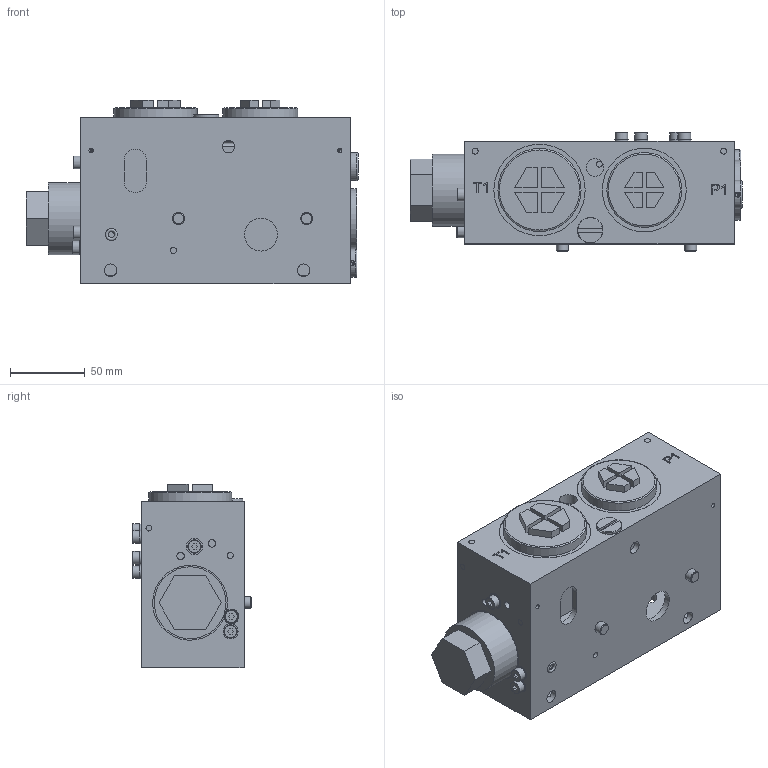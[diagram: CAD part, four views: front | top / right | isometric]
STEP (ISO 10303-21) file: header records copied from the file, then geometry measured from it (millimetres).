
FILE_DESCRIPTION(/* description */ ('Unknown'),/* implementation_level */ '2;1');
FILE_NAME(/* name */ 'AP-2210-537U_STEP',/* time_stamp */ '2022-01-06T10:25:43+01:00',/* author */ ('Unknown'),/* organization */ ('Unknown'),/* preprocessor_version */ 'ST-DEVELOPER v16.7',/* originating_system */ 'DEX',/* authorisation */ $);
FILE_SCHEMA (('AUTOMOTIVE_DESIGN {1 0 10303 214 3 1 1}'));
Length unit declared in the file: millimetre
Products named in the file (36): 1435577_EINGANGSPLATTE AP22 U + STD. FEDER_000209378; 1441869_EINGANGSPLATTE  AP22 U7s_000195496_oa_0; 1441841_Verschluss G1__000190940_oa_1; 1441844_KOLBEN MUV_000195498_oa_2; 1237794_Gewindestift DIN 913 M5x6 - 45 H_000139356_oa_3; 1441842_Feder_000190938_oa_4; 1441845_O-RING_000194658; 1441843_STOPFEN FEDERKAPPE_000195497_oa_5; 1441719_Ventilsitz_000190895_oa_6; 1243072_Ventilkegel_000191018_oa_7; 1243074_Überdruckventilfeder_000191019_oa_8; 1441595_DBV GEHAEUSE_000195466_oa_9; 1441594_Dichtung_000189054; 1441690_Stopfen DBV M15X1_000190931; 1441691_O-RING_000194657; Duese  AAA 2350_oa_10; Scheibe  AAB 2832; WU-1505-006_WU-1505-006_000168425_oa_11; 1441664_DUESE_000194736_oa_12; WU-1505-006_WU-1505-006_000168425_oa_13; 1432918_Verschluss-Stopfen für Einschraublöcher_000118734_oa_14; SK 550- 040 4,0; WU-1505-006_WU-1505-006_000168425_oa_15; SK 550- 040 4,0_oa_16; SK 550- 040 4,0_oa_17; SK 550- 040 4,0_oa_18; WU-1505-006_WU-1505-006_000168425_oa_19; WU-1505-006_WU-1505-006_000168425_oa_20; WU-1505-006_WU-1505-006_000168425_oa_21; WU-1505-006_WU-1505-006_000168425_oa_22; 1441689_KUNSTSTOFF SCHRAUBSTOPFEN_000195501_oa_23; 1441720_KUNSTSTOFF SCHRAUBSTOPFEN_000195468_oa_24; 1441707_O-RING_000194656; 1428617_ZYLINDERSTIFT_000195338_oa_25; 1428617_ZYLINDERSTIFT_000195338_oa_26; 1432918_Verschluss-Stopfen für Einschraublöcher_000118734_oa_27
Assembly tree (50 placements, depth 2):
  1435577_EINGANGSPLATTE AP22 U + STD. FEDER_000209378
    1441869_EINGANGSPLATTE  AP22 U7s_000195496_oa_0
    1441841_Verschluss G1__000190940_oa_1
    1441844_KOLBEN MUV_000195498_oa_2
    1237794_Gewindestift DIN 913 M5x6 - 45 H_000139356_oa_3
    1441842_Feder_000190938_oa_4
    1441845_O-RING_000194658
    1441843_STOPFEN FEDERKAPPE_000195497_oa_5
    1441719_Ventilsitz_000190895_oa_6
    1243072_Ventilkegel_000191018_oa_7
    1243074_Überdruckventilfeder_000191019_oa_8
    1441595_DBV GEHAEUSE_000195466_oa_9
    1441594_Dichtung_000189054
    1441690_Stopfen DBV M15X1_000190931
    1441691_O-RING_000194657
    Duese  AAA 2350_oa_10
    Scheibe  AAB 2832  x7
    WU-1505-006_WU-1505-006_000168425_oa_11
    1441664_DUESE_000194736_oa_12
    WU-1505-006_WU-1505-006_000168425_oa_13
    1432918_Verschluss-Stopfen für Einschraublöcher_000118734_oa_14
    SK 550- 040 4,0  x10
    WU-1505-006_WU-1505-006_000168425_oa_15
    SK 550- 040 4,0_oa_16
    SK 550- 040 4,0_oa_17
    SK 550- 040 4,0_oa_18
    WU-1505-006_WU-1505-006_000168425_oa_19
    WU-1505-006_WU-1505-006_000168425_oa_20
    WU-1505-006_WU-1505-006_000168425_oa_21
    WU-1505-006_WU-1505-006_000168425_oa_22
    1441689_KUNSTSTOFF SCHRAUBSTOPFEN_000195501_oa_23
    1441720_KUNSTSTOFF SCHRAUBSTOPFEN_000195468_oa_24
    1441707_O-RING_000194656
    1428617_ZYLINDERSTIFT_000195338_oa_25
    1428617_ZYLINDERSTIFT_000195338_oa_26
    1432918_Verschluss-Stopfen für Einschraublöcher_000118734_oa_27
Bounding box: 221.75 x 79.5 x 122.5 mm (x, y, z)
Volume: 433607.3 mm3; surface area: 193430.1 mm2
Topology: 44 solids, 44 shells, 649 faces, 1504 edges, 1000 vertices
Faces by surface type: plane 394, cylinder 183, cone 31, torus 30, bspline 11
Full cylindrical faces by diameter (mm): 3 x2, 3.36 x2, 4 x28, 4.134 x7, 4.917 x6, 5 x7, 5.7 x7, 6.2 x2, 7.8 x1, 8 x4, 8.376 x3, 8.5 x7, 9 x7, 10 x2, 10.95 x1, 11.2 x2, 11.445 x2, 11.835 x5, 11.9 x1, 13 x1, 13.157 x2, 13.917 x1, 14 x1, 15 x2, 15.1 x2, 17 x1, 19 x2, 22 x1, 25.5 x1, 26.5 x1
Entity records: 22658 total; most frequent: CARTESIAN_POINT 4721, DIRECTION 2711, ORIENTED_EDGE 2408, EDGE_CURVE 1204, AXIS2_PLACEMENT_3D 1018, FACE_BOUND 930, EDGE_LOOP 922, VERTEX_POINT 894
